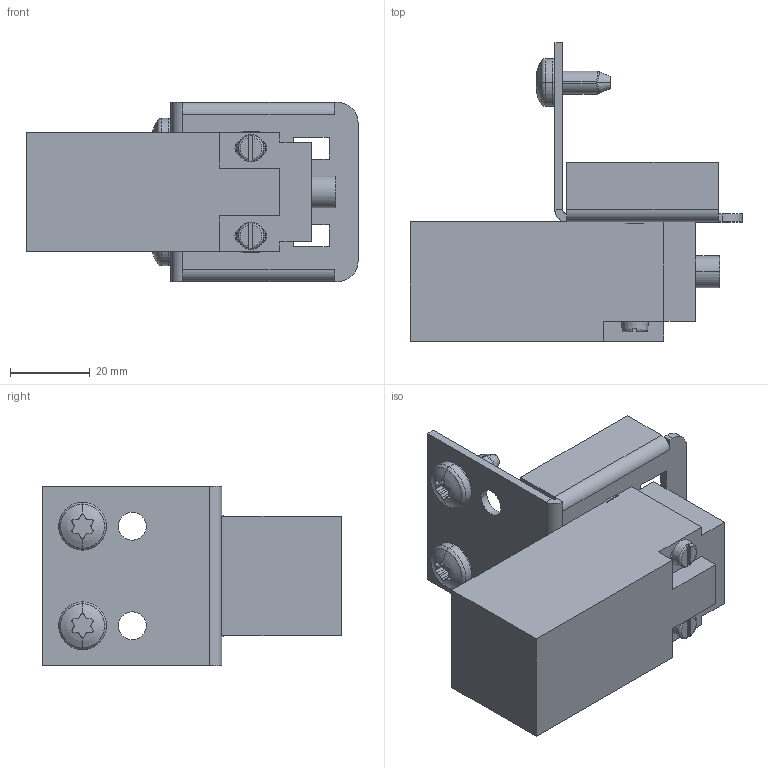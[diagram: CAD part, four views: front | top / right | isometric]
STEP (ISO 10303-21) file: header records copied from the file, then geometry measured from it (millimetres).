
FILE_DESCRIPTION((''),'2;1');
FILE_NAME('NSYDCM20_ASM','2015-07-22T',('SESA6369'),('Schneider-Electric'),'PRO/ENGINEER BY PARAMETRIC TECHNOLOGY CORPORATION, 2011410','PRO/ENGINEER BY PARAMETRIC TECHNOLOGY CORPORATION, 2011410','');
FILE_SCHEMA(('CONFIG_CONTROL_DESIGN'));
Length unit declared in the file: millimetre
Products named in the file (2): 2802990001; NSYDCM20_ASM
Assembly tree (2 placements, depth 2):
  NSYDCM20_ASM
    2802990001  x2
Bounding box: 83.4 x 75 x 45 mm (x, y, z)
Volume: 1450.7 mm3; surface area: 25228.2 mm2
Topology: 2 solids, 6 shells, 427 faces, 1134 edges, 708 vertices
Faces by surface type: plane 233, cylinder 150, bspline 16, cone 12, torus 12, sphere 4
Entity records: 12489 total; most frequent: CARTESIAN_POINT 3201, ORIENTED_EDGE 1970, DIRECTION 1860, EDGE_CURVE 993, AXIS2_PLACEMENT_3D 630, VERTEX_POINT 620, VECTOR 600, LINE 600
